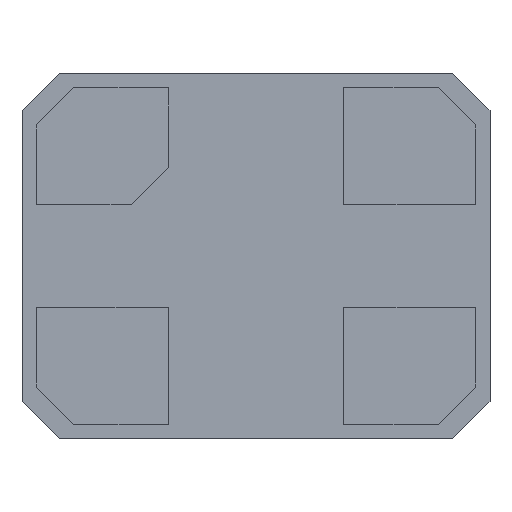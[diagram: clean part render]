
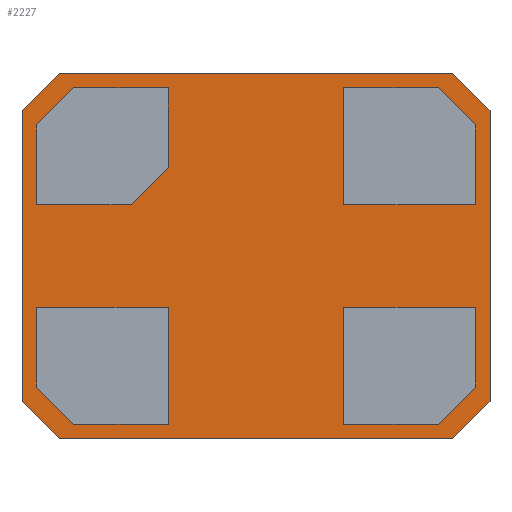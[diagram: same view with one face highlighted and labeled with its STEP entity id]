
A CAD part, front view. The second image highlights one B-rep face of the part: STEP entity #2227.
In plain terms, the highlighted planar face has unit normal (0, -1, 0).
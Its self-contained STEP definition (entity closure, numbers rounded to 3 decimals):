
#124=FACE_BOUND('',#267,.T.);
#125=FACE_BOUND('',#268,.T.);
#126=FACE_BOUND('',#269,.T.);
#127=FACE_BOUND('',#270,.T.);
#147=FACE_OUTER_BOUND('',#266,.T.);
#266=EDGE_LOOP('',(#1440,#1441,#1442,#1443,#1444,#1445,#1446,#1447));
#267=EDGE_LOOP('',(#1448,#1449,#1450,#1451,#1452));
#268=EDGE_LOOP('',(#1453,#1454,#1455,#1456,#1457));
#269=EDGE_LOOP('',(#1458,#1459,#1460,#1461,#1462,#1463));
#270=EDGE_LOOP('',(#1464,#1465,#1466,#1467,#1468));
#395=LINE('',#2909,#639);
#399=LINE('',#2918,#643);
#403=LINE('',#2927,#647);
#407=LINE('',#2936,#651);
#410=LINE('',#2942,#654);
#412=LINE('',#2945,#656);
#416=LINE('',#2952,#660);
#420=LINE('',#2959,#664);
#424=LINE('',#2968,#668);
#425=LINE('',#2970,#669);
#426=LINE('',#2972,#670);
#427=LINE('',#2974,#671);
#428=LINE('',#2975,#672);
#429=LINE('',#2978,#673);
#430=LINE('',#2980,#674);
#431=LINE('',#2982,#675);
#432=LINE('',#2984,#676);
#433=LINE('',#2985,#677);
#434=LINE('',#2988,#678);
#435=LINE('',#2990,#679);
#436=LINE('',#2992,#680);
#437=LINE('',#2994,#681);
#438=LINE('',#2996,#682);
#439=LINE('',#2997,#683);
#440=LINE('',#3000,#684);
#441=LINE('',#3002,#685);
#442=LINE('',#3004,#686);
#443=LINE('',#3006,#687);
#444=LINE('',#3007,#688);
#639=VECTOR('',#2464,1000.);
#643=VECTOR('',#2470,1000.);
#647=VECTOR('',#2476,1000.);
#651=VECTOR('',#2482,1000.);
#654=VECTOR('',#2487,1000.);
#656=VECTOR('',#2491,1000.);
#660=VECTOR('',#2497,1000.);
#664=VECTOR('',#2503,1000.);
#668=VECTOR('',#2509,1000.);
#669=VECTOR('',#2510,1000.);
#670=VECTOR('',#2511,1000.);
#671=VECTOR('',#2512,1000.);
#672=VECTOR('',#2513,1000.);
#673=VECTOR('',#2514,1000.);
#674=VECTOR('',#2515,1000.);
#675=VECTOR('',#2516,1000.);
#676=VECTOR('',#2517,1000.);
#677=VECTOR('',#2518,1000.);
#678=VECTOR('',#2519,1000.);
#679=VECTOR('',#2520,1000.);
#680=VECTOR('',#2521,1000.);
#681=VECTOR('',#2522,1000.);
#682=VECTOR('',#2523,1000.);
#683=VECTOR('',#2524,1000.);
#684=VECTOR('',#2525,1000.);
#685=VECTOR('',#2526,1000.);
#686=VECTOR('',#2527,1000.);
#687=VECTOR('',#2528,1000.);
#688=VECTOR('',#2529,1000.);
#881=VERTEX_POINT('',#2903);
#883=VERTEX_POINT('',#2907);
#885=VERTEX_POINT('',#2912);
#887=VERTEX_POINT('',#2916);
#889=VERTEX_POINT('',#2921);
#891=VERTEX_POINT('',#2925);
#893=VERTEX_POINT('',#2930);
#895=VERTEX_POINT('',#2934);
#904=VERTEX_POINT('',#2966);
#905=VERTEX_POINT('',#2967);
#906=VERTEX_POINT('',#2969);
#907=VERTEX_POINT('',#2971);
#908=VERTEX_POINT('',#2973);
#909=VERTEX_POINT('',#2976);
#910=VERTEX_POINT('',#2977);
#911=VERTEX_POINT('',#2979);
#912=VERTEX_POINT('',#2981);
#913=VERTEX_POINT('',#2983);
#914=VERTEX_POINT('',#2986);
#915=VERTEX_POINT('',#2987);
#916=VERTEX_POINT('',#2989);
#917=VERTEX_POINT('',#2991);
#918=VERTEX_POINT('',#2993);
#919=VERTEX_POINT('',#2995);
#920=VERTEX_POINT('',#2998);
#921=VERTEX_POINT('',#2999);
#922=VERTEX_POINT('',#3001);
#923=VERTEX_POINT('',#3003);
#924=VERTEX_POINT('',#3005);
#1091=EDGE_CURVE('',#881,#883,#395,.T.);
#1095=EDGE_CURVE('',#885,#887,#399,.T.);
#1099=EDGE_CURVE('',#889,#891,#403,.T.);
#1103=EDGE_CURVE('',#893,#895,#407,.T.);
#1106=EDGE_CURVE('',#893,#883,#410,.T.);
#1108=EDGE_CURVE('',#881,#887,#412,.T.);
#1112=EDGE_CURVE('',#885,#891,#416,.T.);
#1116=EDGE_CURVE('',#889,#895,#420,.T.);
#1120=EDGE_CURVE('',#904,#905,#424,.T.);
#1121=EDGE_CURVE('',#905,#906,#425,.T.);
#1122=EDGE_CURVE('',#906,#907,#426,.T.);
#1123=EDGE_CURVE('',#907,#908,#427,.T.);
#1124=EDGE_CURVE('',#908,#904,#428,.T.);
#1125=EDGE_CURVE('',#909,#910,#429,.T.);
#1126=EDGE_CURVE('',#910,#911,#430,.T.);
#1127=EDGE_CURVE('',#911,#912,#431,.T.);
#1128=EDGE_CURVE('',#912,#913,#432,.T.);
#1129=EDGE_CURVE('',#913,#909,#433,.T.);
#1130=EDGE_CURVE('',#914,#915,#434,.T.);
#1131=EDGE_CURVE('',#915,#916,#435,.T.);
#1132=EDGE_CURVE('',#916,#917,#436,.T.);
#1133=EDGE_CURVE('',#917,#918,#437,.T.);
#1134=EDGE_CURVE('',#918,#919,#438,.T.);
#1135=EDGE_CURVE('',#919,#914,#439,.T.);
#1136=EDGE_CURVE('',#920,#921,#440,.T.);
#1137=EDGE_CURVE('',#921,#922,#441,.T.);
#1138=EDGE_CURVE('',#922,#923,#442,.T.);
#1139=EDGE_CURVE('',#923,#924,#443,.T.);
#1140=EDGE_CURVE('',#924,#920,#444,.T.);
#1440=ORIENTED_EDGE('',*,*,#1106,.F.);
#1441=ORIENTED_EDGE('',*,*,#1103,.T.);
#1442=ORIENTED_EDGE('',*,*,#1116,.F.);
#1443=ORIENTED_EDGE('',*,*,#1099,.T.);
#1444=ORIENTED_EDGE('',*,*,#1112,.F.);
#1445=ORIENTED_EDGE('',*,*,#1095,.T.);
#1446=ORIENTED_EDGE('',*,*,#1108,.F.);
#1447=ORIENTED_EDGE('',*,*,#1091,.T.);
#1448=ORIENTED_EDGE('',*,*,#1120,.T.);
#1449=ORIENTED_EDGE('',*,*,#1121,.T.);
#1450=ORIENTED_EDGE('',*,*,#1122,.T.);
#1451=ORIENTED_EDGE('',*,*,#1123,.T.);
#1452=ORIENTED_EDGE('',*,*,#1124,.T.);
#1453=ORIENTED_EDGE('',*,*,#1125,.T.);
#1454=ORIENTED_EDGE('',*,*,#1126,.T.);
#1455=ORIENTED_EDGE('',*,*,#1127,.T.);
#1456=ORIENTED_EDGE('',*,*,#1128,.T.);
#1457=ORIENTED_EDGE('',*,*,#1129,.T.);
#1458=ORIENTED_EDGE('',*,*,#1130,.T.);
#1459=ORIENTED_EDGE('',*,*,#1131,.T.);
#1460=ORIENTED_EDGE('',*,*,#1132,.T.);
#1461=ORIENTED_EDGE('',*,*,#1133,.T.);
#1462=ORIENTED_EDGE('',*,*,#1134,.T.);
#1463=ORIENTED_EDGE('',*,*,#1135,.T.);
#1464=ORIENTED_EDGE('',*,*,#1136,.T.);
#1465=ORIENTED_EDGE('',*,*,#1137,.T.);
#1466=ORIENTED_EDGE('',*,*,#1138,.T.);
#1467=ORIENTED_EDGE('',*,*,#1139,.T.);
#1468=ORIENTED_EDGE('',*,*,#1140,.T.);
#2032=PLANE('',#2365);
#2227=ADVANCED_FACE('',(#147,#124,#125,#126,#127),#2032,.F.);
#2365=AXIS2_PLACEMENT_3D('',#2965,#2507,#2508);
#2464=DIRECTION('',(-0.707,0.,-0.707));
#2470=DIRECTION('',(-0.707,0.,0.707));
#2476=DIRECTION('',(0.707,0.,0.707));
#2482=DIRECTION('',(0.707,0.,-0.707));
#2487=DIRECTION('',(0.,0.,1.));
#2491=DIRECTION('',(1.,0.,0.));
#2497=DIRECTION('',(0.,0.,-1.));
#2503=DIRECTION('',(-1.,0.,0.));
#2507=DIRECTION('center_axis',(0.,1.,0.));
#2508=DIRECTION('ref_axis',(0.,0.,1.));
#2509=DIRECTION('',(-1.,0.,0.));
#2510=DIRECTION('',(0.,0.,1.));
#2511=DIRECTION('',(1.,0.,0.));
#2512=DIRECTION('',(0.707,0.,-0.707));
#2513=DIRECTION('',(0.,0.,-1.));
#2514=DIRECTION('',(0.,0.,-1.));
#2515=DIRECTION('',(-0.707,0.,-0.707));
#2516=DIRECTION('',(-1.,0.,0.));
#2517=DIRECTION('',(0.,0.,1.));
#2518=DIRECTION('',(1.,0.,0.));
#2519=DIRECTION('',(0.,0.,-1.));
#2520=DIRECTION('',(-0.707,0.,-0.707));
#2521=DIRECTION('',(-1.,0.,0.));
#2522=DIRECTION('',(0.,0.,1.));
#2523=DIRECTION('',(0.707,0.,0.707));
#2524=DIRECTION('',(1.,0.,0.));
#2525=DIRECTION('',(-1.,0.,0.));
#2526=DIRECTION('',(-0.707,0.,0.707));
#2527=DIRECTION('',(0.,0.,1.));
#2528=DIRECTION('',(1.,0.,0.));
#2529=DIRECTION('',(0.,0.,-1.));
#2903=CARTESIAN_POINT('',(-1.346,0.,1.25));
#2907=CARTESIAN_POINT('',(-1.6,0.,0.996));
#2909=CARTESIAN_POINT('',(-1.346,0.,1.25));
#2912=CARTESIAN_POINT('',(1.6,0.,0.996));
#2916=CARTESIAN_POINT('',(1.346,0.,1.25));
#2918=CARTESIAN_POINT('',(1.6,0.,0.996));
#2921=CARTESIAN_POINT('',(1.346,0.,-1.25));
#2925=CARTESIAN_POINT('',(1.6,0.,-0.996));
#2927=CARTESIAN_POINT('',(1.346,0.,-1.25));
#2930=CARTESIAN_POINT('',(-1.6,0.,-0.996));
#2934=CARTESIAN_POINT('',(-1.346,0.,-1.25));
#2936=CARTESIAN_POINT('',(-1.6,0.,-0.996));
#2942=CARTESIAN_POINT('',(-1.6,0.,-1.25));
#2945=CARTESIAN_POINT('',(-1.6,0.,1.25));
#2952=CARTESIAN_POINT('',(1.6,0.,-1.25));
#2959=CARTESIAN_POINT('',(-1.6,0.,-1.25));
#2965=CARTESIAN_POINT('Origin',(-1.6,0.,1.25));
#2966=CARTESIAN_POINT('',(1.5,0.,0.35));
#2967=CARTESIAN_POINT('',(0.6,0.,0.35));
#2968=CARTESIAN_POINT('',(0.6,0.,0.35));
#2969=CARTESIAN_POINT('',(0.6,0.,1.15));
#2970=CARTESIAN_POINT('',(0.6,0.,0.35));
#2971=CARTESIAN_POINT('',(1.246,0.,1.15));
#2972=CARTESIAN_POINT('',(0.6,0.,1.15));
#2973=CARTESIAN_POINT('',(1.5,0.,0.896));
#2974=CARTESIAN_POINT('',(-0.227,0.,2.623));
#2975=CARTESIAN_POINT('',(1.5,0.,0.35));
#2976=CARTESIAN_POINT('',(1.5,0.,-0.35));
#2977=CARTESIAN_POINT('',(1.5,0.,-0.896));
#2978=CARTESIAN_POINT('',(1.5,0.,-1.15));
#2979=CARTESIAN_POINT('',(1.246,0.,-1.15));
#2980=CARTESIAN_POINT('',(1.023,0.,-1.373));
#2981=CARTESIAN_POINT('',(0.6,0.,-1.15));
#2982=CARTESIAN_POINT('',(0.6,0.,-1.15));
#2983=CARTESIAN_POINT('',(0.6,0.,-0.35));
#2984=CARTESIAN_POINT('',(0.6,0.,-1.15));
#2985=CARTESIAN_POINT('',(0.6,0.,-0.35));
#2986=CARTESIAN_POINT('',(-0.6,0.,1.15));
#2987=CARTESIAN_POINT('',(-0.6,0.,0.604));
#2988=CARTESIAN_POINT('',(-0.6,0.,0.35));
#2989=CARTESIAN_POINT('',(-0.854,0.,0.35));
#2990=CARTESIAN_POINT('',(-0.777,0.,0.427));
#2991=CARTESIAN_POINT('',(-1.5,0.,0.35));
#2992=CARTESIAN_POINT('',(-1.5,0.,0.35));
#2993=CARTESIAN_POINT('',(-1.5,0.,0.896));
#2994=CARTESIAN_POINT('',(-1.5,0.,0.35));
#2995=CARTESIAN_POINT('',(-1.246,0.,1.15));
#2996=CARTESIAN_POINT('',(-1.373,0.,1.023));
#2997=CARTESIAN_POINT('',(-1.5,0.,1.15));
#2998=CARTESIAN_POINT('',(-0.6,0.,-1.15));
#2999=CARTESIAN_POINT('',(-1.246,0.,-1.15));
#3000=CARTESIAN_POINT('',(-1.5,0.,-1.15));
#3001=CARTESIAN_POINT('',(-1.5,0.,-0.896));
#3002=CARTESIAN_POINT('',(-2.623,0.,0.227));
#3003=CARTESIAN_POINT('',(-1.5,0.,-0.35));
#3004=CARTESIAN_POINT('',(-1.5,0.,-1.15));
#3005=CARTESIAN_POINT('',(-0.6,0.,-0.35));
#3006=CARTESIAN_POINT('',(-1.5,0.,-0.35));
#3007=CARTESIAN_POINT('',(-0.6,0.,-1.15));
